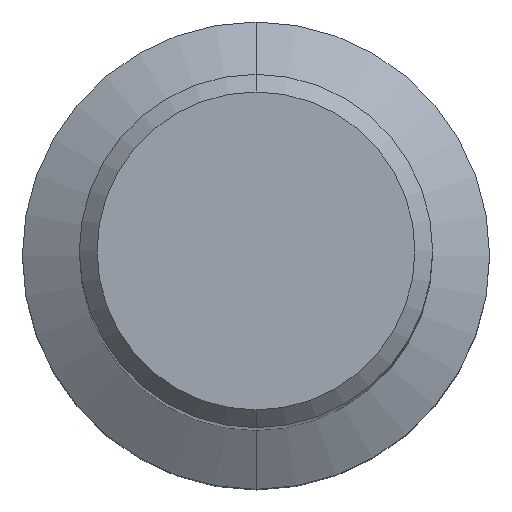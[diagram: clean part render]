
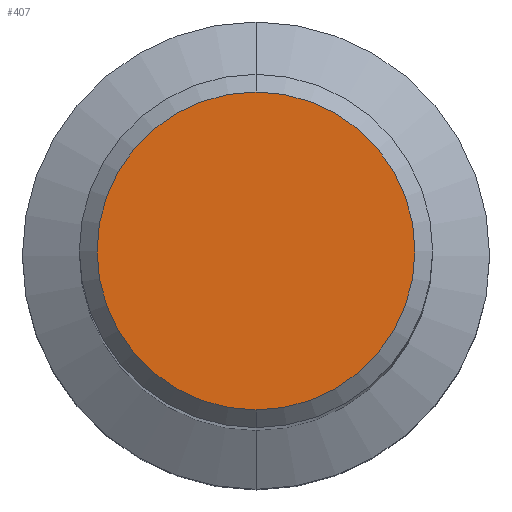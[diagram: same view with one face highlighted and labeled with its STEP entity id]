
A CAD part, top view. The second image highlights one B-rep face of the part: STEP entity #407.
In plain terms, the highlighted planar face has unit normal (0, 0, 1).
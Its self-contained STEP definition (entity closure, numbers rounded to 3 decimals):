
#291=VERTEX_POINT('',#685);
#407=ADVANCED_FACE('',(#814),#815,.T.);
#417=EDGE_CURVE('',#521,#291,#826,.T.);
#471=EDGE_CURVE('',#291,#521,#881,.T.);
#521=VERTEX_POINT('',#939);
#685=CARTESIAN_POINT('',(0.,-5.4,0.0));
#814=FACE_OUTER_BOUND('',#1421,.T.);
#815=PLANE('',#1422);
#826=CIRCLE('',#1461,5.4);
#881=CIRCLE('',#1600,5.4);
#939=CARTESIAN_POINT('',(0.0,5.4,0.0));
#1421=EDGE_LOOP('',(#2057,#2058));
#1422=AXIS2_PLACEMENT_3D('',#2059,#2060,#2061);
#1461=AXIS2_PLACEMENT_3D('',#2073,#2074,#2075);
#1600=AXIS2_PLACEMENT_3D('',#2116,#2117,#2118);
#2057=ORIENTED_EDGE('',*,*,#417,.F.);
#2058=ORIENTED_EDGE('',*,*,#471,.F.);
#2059=CARTESIAN_POINT('',(0.0,2.7,0.0));
#2060=DIRECTION('',(-0.0,0.0,1.0));
#2061=DIRECTION('',(0.0,-1.0,0.0));
#2073=CARTESIAN_POINT('',(0.0,0.0,0.0));
#2074=DIRECTION('',(0.0,0.0,-1.0));
#2075=DIRECTION('',(0.0,1.0,0.0));
#2116=CARTESIAN_POINT('',(0.0,0.0,0.0));
#2117=DIRECTION('',(0.0,0.0,-1.0));
#2118=DIRECTION('',(0.0,1.0,0.0));
